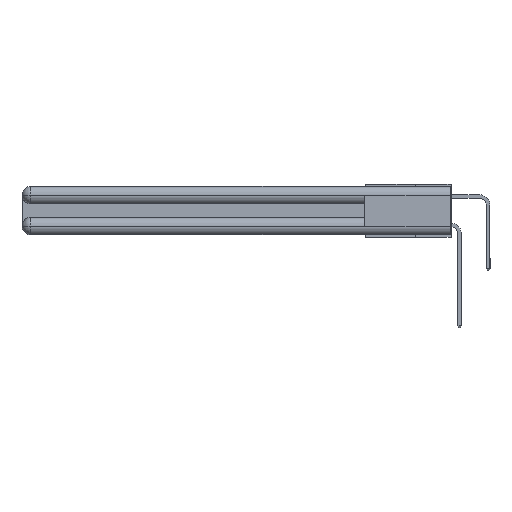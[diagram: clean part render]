
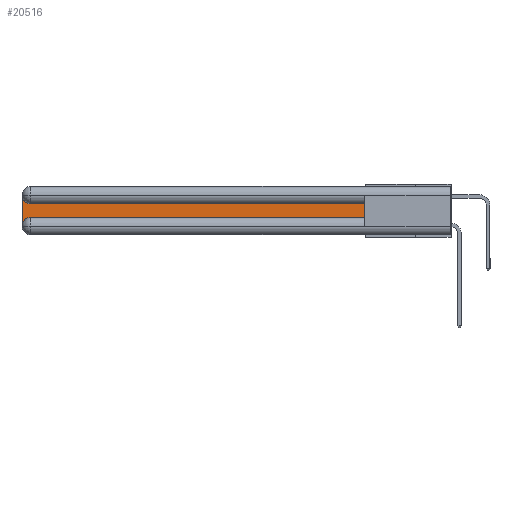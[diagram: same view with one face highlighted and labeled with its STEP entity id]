
A CAD part, left-side view. The second image highlights one B-rep face of the part: STEP entity #20516.
In plain terms, the highlighted planar face has unit normal (-1, 0, 0).
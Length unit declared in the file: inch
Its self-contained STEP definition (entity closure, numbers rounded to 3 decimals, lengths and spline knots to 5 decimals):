
#315 = EDGE_LOOP ( 'NONE', ( #10692, #3229, #9148, #14403, #15910, #2326 ) ) ;
#355 = VERTEX_POINT ( 'NONE', #19175 ) ;
#1786 = CARTESIAN_POINT ( 'NONE',  ( 0.075, 0.6, -0.2175 ) ) ;
#2124 = AXIS2_PLACEMENT_3D ( 'NONE', #29827, #20217, #13064 ) ;
#2326 = ORIENTED_EDGE ( 'NONE', *, *, #24026, .T. ) ;
#3059 = AXIS2_PLACEMENT_3D ( 'NONE', #13138, #22960, #25374 ) ;
#3229 = ORIENTED_EDGE ( 'NONE', *, *, #29960, .T. ) ;
#3728 = LINE ( 'NONE', #20598, #27084 ) ;
#3939 = EDGE_CURVE ( 'NONE', #15904, #6781, #3728, .T. ) ;
#4922 = VERTEX_POINT ( 'NONE', #26771 ) ;
#5238 = LINE ( 'NONE', #6388, #16947 ) ;
#5913 = CIRCLE ( 'NONE', #21644, 0.06 ) ;
#6388 = CARTESIAN_POINT ( 'NONE',  ( 0.075, 3., -0.2175 ) ) ;
#6781 = VERTEX_POINT ( 'NONE', #29312 ) ;
#7942 = CARTESIAN_POINT ( 'NONE',  ( 0.075, 2.94, -0.2775 ) ) ;
#9148 = ORIENTED_EDGE ( 'NONE', *, *, #25896, .T. ) ;
#9157 = DIRECTION ( 'NONE',  ( 0., -1., 0. ) ) ;
#9590 = EDGE_CURVE ( 'NONE', #11985, #355, #23609, .T. ) ;
#10305 = DIRECTION ( 'NONE',  ( 1., 0., 0. ) ) ;
#10692 = ORIENTED_EDGE ( 'NONE', *, *, #3939, .T. ) ;
#11444 = VERTEX_POINT ( 'NONE', #21691 ) ;
#11985 = VERTEX_POINT ( 'NONE', #20987 ) ;
#13048 = VECTOR ( 'NONE', #9157, 39.37008 ) ;
#13064 = DIRECTION ( 'NONE',  ( 0., 0., -1. ) ) ;
#13138 = CARTESIAN_POINT ( 'NONE',  ( 0.075, 3., -0.1225 ) ) ;
#14403 = ORIENTED_EDGE ( 'NONE', *, *, #19123, .T. ) ;
#15089 = DIRECTION ( 'NONE',  ( 0., 0., 1. ) ) ;
#15647 = PLANE ( 'NONE',  #3059 ) ;
#15904 = VERTEX_POINT ( 'NONE', #31045 ) ;
#15910 = ORIENTED_EDGE ( 'NONE', *, *, #9590, .T. ) ;
#16947 = VECTOR ( 'NONE', #28185, 39.37008 ) ;
#17519 = CIRCLE ( 'NONE', #2124, 0.06 ) ;
#19123 = EDGE_CURVE ( 'NONE', #11444, #11985, #5913, .T. ) ;
#19175 = CARTESIAN_POINT ( 'NONE',  ( 0.075, 0.6, -0.2175 ) ) ;
#20217 = DIRECTION ( 'NONE',  ( 1., 0., 0. ) ) ;
#20477 = LINE ( 'NONE', #25128, #29923 ) ;
#20516 = ADVANCED_FACE ( 'NONE', ( #24705 ), #15647, .F. ) ;
#20598 = CARTESIAN_POINT ( 'NONE',  ( 0.075, 0.6, -0.1225 ) ) ;
#20987 = CARTESIAN_POINT ( 'NONE',  ( 0.075, 2.94, -0.2175 ) ) ;
#21644 = AXIS2_PLACEMENT_3D ( 'NONE', #7942, #10305, #22289 ) ;
#21691 = CARTESIAN_POINT ( 'NONE',  ( 0.075, 3., -0.2775 ) ) ;
#22289 = DIRECTION ( 'NONE',  ( 0., 0., -1. ) ) ;
#22960 = DIRECTION ( 'NONE',  ( 1., 0., 0. ) ) ;
#23609 = LINE ( 'NONE', #1786, #13048 ) ;
#24026 = EDGE_CURVE ( 'NONE', #355, #15904, #20477, .T. ) ;
#24705 = FACE_OUTER_BOUND ( 'NONE', #315, .T. ) ;
#25128 = CARTESIAN_POINT ( 'NONE',  ( 0.075, 0.6, -0.2175 ) ) ;
#25350 = DIRECTION ( 'NONE',  ( 0., 1., 0. ) ) ;
#25374 = DIRECTION ( 'NONE',  ( 0., 0., -1. ) ) ;
#25896 = EDGE_CURVE ( 'NONE', #4922, #11444, #5238, .T. ) ;
#26771 = CARTESIAN_POINT ( 'NONE',  ( 0.075, 3., -0.0625 ) ) ;
#27084 = VECTOR ( 'NONE', #25350, 39.37008 ) ;
#28185 = DIRECTION ( 'NONE',  ( 0., 0., -1. ) ) ;
#29312 = CARTESIAN_POINT ( 'NONE',  ( 0.075, 2.94, -0.1225 ) ) ;
#29827 = CARTESIAN_POINT ( 'NONE',  ( 0.075, 2.94, -0.0625 ) ) ;
#29923 = VECTOR ( 'NONE', #15089, 39.37008 ) ;
#29960 = EDGE_CURVE ( 'NONE', #6781, #4922, #17519, .T. ) ;
#31045 = CARTESIAN_POINT ( 'NONE',  ( 0.075, 0.6, -0.1225 ) ) ;
